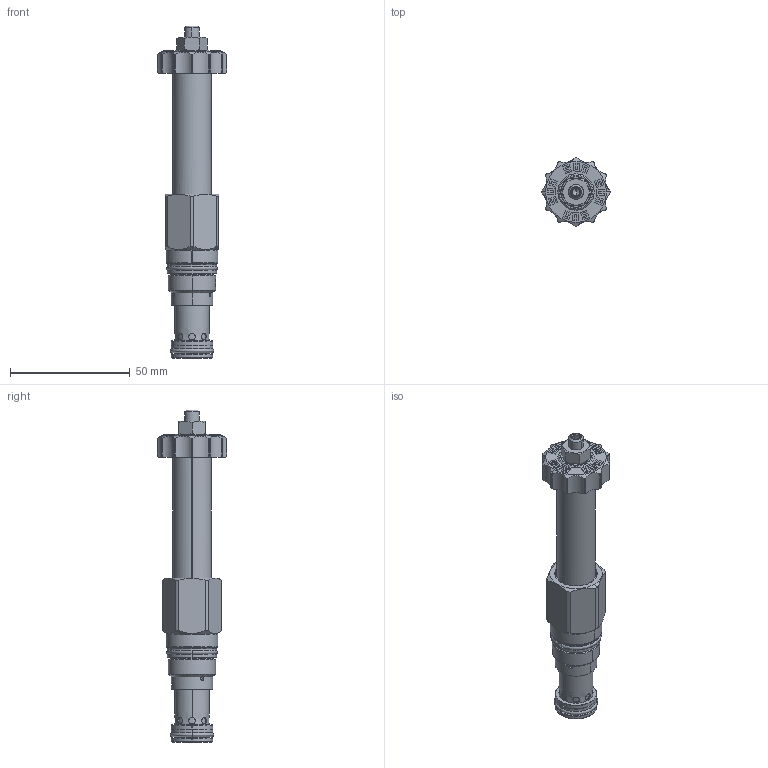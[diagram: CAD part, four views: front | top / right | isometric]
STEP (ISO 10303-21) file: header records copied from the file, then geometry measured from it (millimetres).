
FILE_DESCRIPTION((''),'2;1');
FILE_NAME('RVCMLJN_SW_PRT','2019-05-08T',('charlief'),(''),'PRO/ENGINEER BY PARAMETRIC TECHNOLOGY CORPORATION, 2016010','PRO/ENGINEER BY PARAMETRIC TECHNOLOGY CORPORATION, 2016010','');
FILE_SCHEMA(('CONFIG_CONTROL_DESIGN'));
Products named in the file (1): RVCMLJN_SW_PRT
Bounding box: 29.21 x 29.21 x 138.86 mm (x, y, z)
Surface area: 13271 mm2 (no closed solid volume)
Topology: 0 solids, 0 shells, 454 faces, 2356 edges, 2346 vertices
Faces by surface type: bspline 431, torus 23
Entity records: 65942 total; most frequent: CARTESIAN_POINT 45476, DIRECTION 3081, TRIMMED_CURVE 2695, VECTOR 2355, LINE 2355, DEFINITIONAL_REPRESENTATION 2338, PCURVE 2338, COMPOSITE_CURVE_SEGMENT 2338
